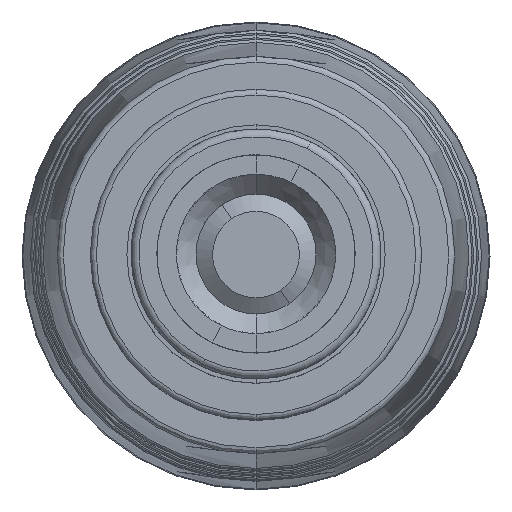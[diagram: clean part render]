
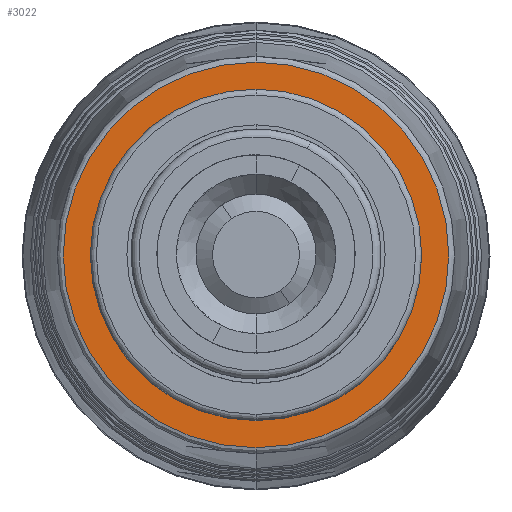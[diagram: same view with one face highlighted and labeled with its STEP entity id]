
A CAD part, top view. The second image highlights one B-rep face of the part: STEP entity #3022.
In plain terms, the highlighted face is planar.
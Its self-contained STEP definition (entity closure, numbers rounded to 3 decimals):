
#267 = DIRECTION ( 'NONE',  ( 0., 0., -1. ) ) ;
#287 = VERTEX_POINT ( 'NONE', #14294 ) ;
#1326 = VERTEX_POINT ( 'NONE', #3826 ) ;
#2159 = AXIS2_PLACEMENT_3D ( 'NONE', #2422, #13533, #32602 ) ;
#2422 = CARTESIAN_POINT ( 'NONE',  ( 0., -3., 0. ) ) ;
#2727 = DIRECTION ( 'NONE',  ( 0., 0., -1. ) ) ;
#2761 = DIRECTION ( 'NONE',  ( 0., 0., 1. ) ) ;
#2807 = AXIS2_PLACEMENT_3D ( 'NONE', #22896, #32879, #16658 ) ;
#3022 = ADVANCED_FACE ( 'NONE', ( #34855, #27545 ), #8479, .F. ) ;
#3826 = CARTESIAN_POINT ( 'NONE',  ( 0., -3., 4.175 ) ) ;
#4663 = ORIENTED_EDGE ( 'NONE', *, *, #26445, .T. ) ;
#5779 = ORIENTED_EDGE ( 'NONE', *, *, #23501, .F. ) ;
#6469 = CIRCLE ( 'NONE', #18705, 4.859 ) ;
#8081 = DIRECTION ( 'NONE',  ( 0., 1., 0. ) ) ;
#8469 = CIRCLE ( 'NONE', #28920, 4.175 ) ;
#8479 = PLANE ( 'NONE',  #2807 ) ;
#9546 = ORIENTED_EDGE ( 'NONE', *, *, #13858, .F. ) ;
#11199 = DIRECTION ( 'NONE',  ( 0., 1., 0. ) ) ;
#11753 = AXIS2_PLACEMENT_3D ( 'NONE', #24621, #11199, #2727 ) ;
#12824 = VERTEX_POINT ( 'NONE', #27614 ) ;
#13533 = DIRECTION ( 'NONE',  ( 0., 1., 0. ) ) ;
#13858 = EDGE_CURVE ( 'NONE', #287, #1326, #14128, .T. ) ;
#14128 = CIRCLE ( 'NONE', #2159, 4.175 ) ;
#14294 = CARTESIAN_POINT ( 'NONE',  ( 0., -3., -4.175 ) ) ;
#16492 = DIRECTION ( 'NONE',  ( 0., 1., 0. ) ) ;
#16658 = DIRECTION ( 'NONE',  ( 0., 0., -1. ) ) ;
#17377 = ORIENTED_EDGE ( 'NONE', *, *, #20965, .T. ) ;
#18705 = AXIS2_PLACEMENT_3D ( 'NONE', #32831, #8081, #267 ) ;
#19259 = CARTESIAN_POINT ( 'NONE',  ( 0., -3., 0. ) ) ;
#19277 = EDGE_LOOP ( 'NONE', ( #17377, #4663 ) ) ;
#20965 = EDGE_CURVE ( 'NONE', #12824, #24759, #6469, .T. ) ;
#22896 = CARTESIAN_POINT ( 'NONE',  ( 4.175, -3., 0. ) ) ;
#23501 = EDGE_CURVE ( 'NONE', #1326, #287, #8469, .T. ) ;
#24621 = CARTESIAN_POINT ( 'NONE',  ( 0., -3., 0. ) ) ;
#24759 = VERTEX_POINT ( 'NONE', #31374 ) ;
#26445 = EDGE_CURVE ( 'NONE', #24759, #12824, #33706, .T. ) ;
#26706 = EDGE_LOOP ( 'NONE', ( #5779, #9546 ) ) ;
#27545 = FACE_BOUND ( 'NONE', #26706, .T. ) ;
#27614 = CARTESIAN_POINT ( 'NONE',  ( 0., -3., -4.859 ) ) ;
#28920 = AXIS2_PLACEMENT_3D ( 'NONE', #19259, #16492, #2761 ) ;
#31374 = CARTESIAN_POINT ( 'NONE',  ( 0., -3., 4.859 ) ) ;
#32602 = DIRECTION ( 'NONE',  ( 0., 0., 1. ) ) ;
#32831 = CARTESIAN_POINT ( 'NONE',  ( 0., -3., 0. ) ) ;
#32879 = DIRECTION ( 'NONE',  ( 0., -1., 0. ) ) ;
#33706 = CIRCLE ( 'NONE', #11753, 4.859 ) ;
#34855 = FACE_OUTER_BOUND ( 'NONE', #19277, .T. ) ;
